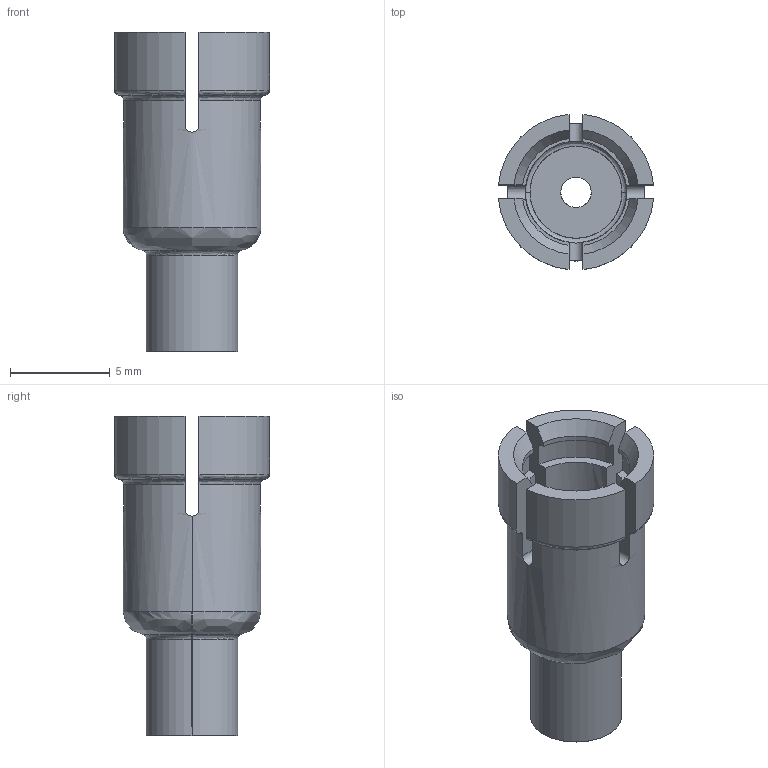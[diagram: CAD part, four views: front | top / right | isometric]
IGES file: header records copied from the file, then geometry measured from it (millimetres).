
Start section: SolidWorks IGES file using analytic representation for surfaces
Global section: file name: THR 5 22_Rev001.IGS; native system: SolidWorks 2016; preprocessor: SolidWorks 2016; author: tstoltenburg; date: 170214.080101; units: inch
Bounding box: 7.77 x 7.77 x 16 mm (x, y, z)
Surface area: 613.6 mm2 (no closed solid volume)
Topology: 0 solids, 0 shells, 73 faces, 912 edges, 908 vertices
Faces by surface type: bspline 43, revolution 30
